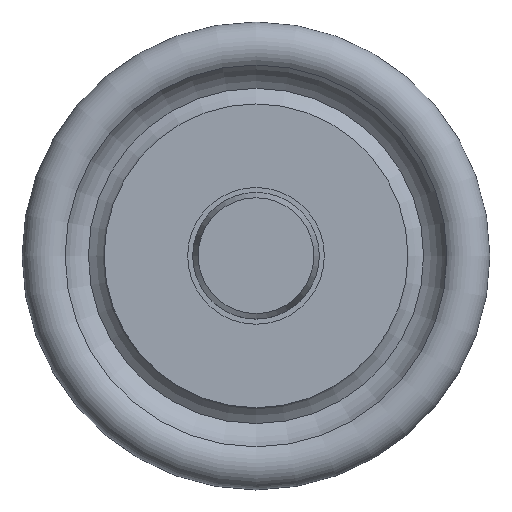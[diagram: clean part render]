
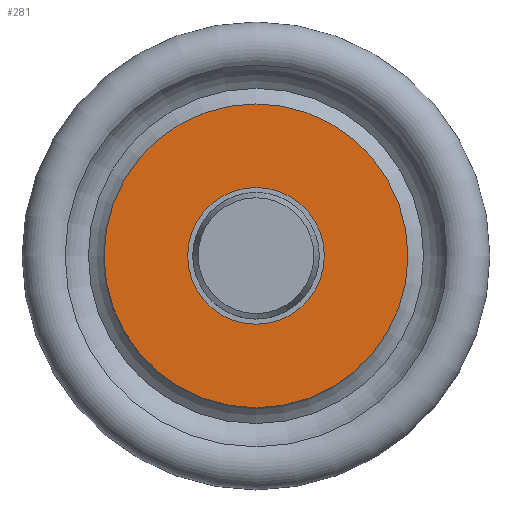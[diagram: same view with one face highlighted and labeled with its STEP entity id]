
A CAD part, top view. The second image highlights one B-rep face of the part: STEP entity #281.
In plain terms, the highlighted planar face has unit normal (0, 0, 1).
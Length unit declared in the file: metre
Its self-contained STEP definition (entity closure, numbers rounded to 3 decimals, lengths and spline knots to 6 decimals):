
#52=PLANE('',#361);
#62=ORIENTED_EDGE('',*,*,#106,.F.);
#63=ORIENTED_EDGE('',*,*,#108,.T.);
#106=EDGE_CURVE('',#130,#130,#154,.T.);
#108=EDGE_CURVE('',#132,#132,#156,.T.);
#130=VERTEX_POINT('',#522);
#132=VERTEX_POINT('',#527);
#154=CIRCLE('',#356,0.00135);
#156=CIRCLE('',#359,0.003);
#182=EDGE_LOOP('',(#62));
#183=EDGE_LOOP('',(#63));
#230=FACE_BOUND('',#182,.T.);
#231=FACE_BOUND('',#183,.T.);
#281=ADVANCED_FACE('',(#230,#231),#52,.T.);
#356=AXIS2_PLACEMENT_3D('',#521,#413,#414);
#359=AXIS2_PLACEMENT_3D('',#526,#419,#420);
#361=AXIS2_PLACEMENT_3D('',#530,#423,#424);
#413=DIRECTION('',(0.,0.,1.));
#414=DIRECTION('',(1.,0.,0.));
#419=DIRECTION('',(0.,0.,1.));
#420=DIRECTION('',(1.,0.,0.));
#423=DIRECTION('',(0.,0.,1.));
#424=DIRECTION('',(1.,0.,0.));
#521=CARTESIAN_POINT('',(0.,0.,0.0005));
#522=CARTESIAN_POINT('',(0.00135,0.,0.0005));
#526=CARTESIAN_POINT('',(0.,0.,0.0005));
#527=CARTESIAN_POINT('',(0.003,0.,0.0005));
#530=CARTESIAN_POINT('',(0.,0.,0.0005));
